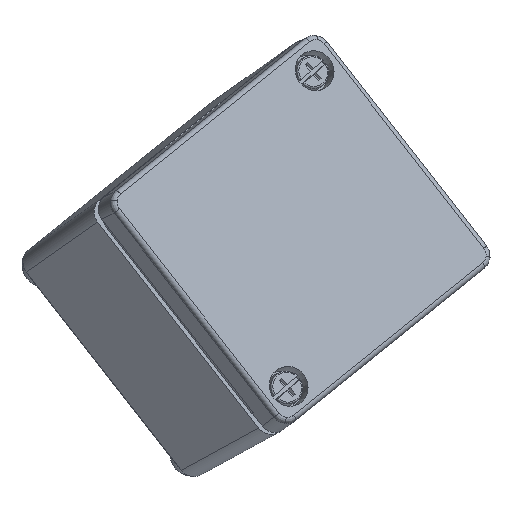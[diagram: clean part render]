
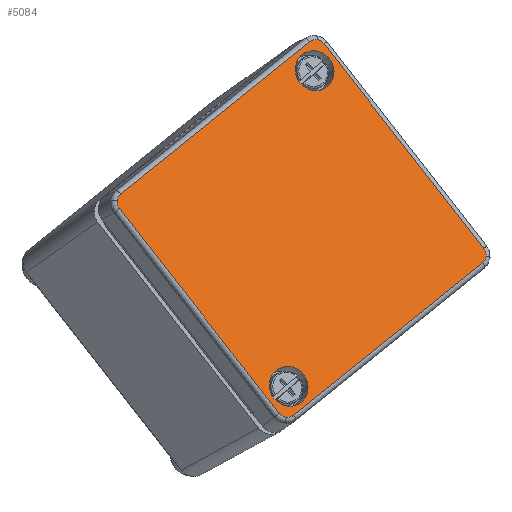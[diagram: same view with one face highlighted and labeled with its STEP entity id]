
A CAD part, isometric view. The second image highlights one B-rep face of the part: STEP entity #5084.
In plain terms, the highlighted face is planar.
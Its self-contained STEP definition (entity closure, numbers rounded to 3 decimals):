
#275=LINE('',#7742,#583);
#276=LINE('',#7750,#584);
#277=LINE('',#7758,#585);
#278=LINE('',#7766,#586);
#583=VECTOR('',#6130,1000.);
#584=VECTOR('',#6131,1000.);
#585=VECTOR('',#6132,1000.);
#586=VECTOR('',#6133,1000.);
#871=PLANE('',#5487);
#992=FACE_BOUND('',#1455,.T.);
#993=FACE_BOUND('',#1456,.T.);
#1116=FACE_OUTER_BOUND('',#1454,.T.);
#1454=EDGE_LOOP('',(#3553,#3554,#3555,#3556,#3557,#3558,#3559,#3560,#3561,
#3562,#3563,#3564));
#1455=EDGE_LOOP('',(#3565));
#1456=EDGE_LOOP('',(#3566));
#1841=(
BOUNDED_CURVE()
B_SPLINE_CURVE(3,(#7560,#7561,#7562,#7563,#7564,#7565),.UNSPECIFIED.,.F.,
 .F.)
B_SPLINE_CURVE_WITH_KNOTS((4,2,4),(5.498,5.891,6.283),
 .UNSPECIFIED.)
CURVE()
GEOMETRIC_REPRESENTATION_ITEM()
RATIONAL_B_SPLINE_CURVE((1.,1.,1.,1.,1.,1.))
REPRESENTATION_ITEM('')
);
#1842=(
BOUNDED_CURVE()
B_SPLINE_CURVE(3,(#7594,#7595,#7596,#7597,#7598,#7599),.UNSPECIFIED.,.F.,
 .F.)
B_SPLINE_CURVE_WITH_KNOTS((4,2,4),(5.498,5.891,6.283),
 .UNSPECIFIED.)
CURVE()
GEOMETRIC_REPRESENTATION_ITEM()
RATIONAL_B_SPLINE_CURVE((1.,1.,1.,1.,1.,1.))
REPRESENTATION_ITEM('')
);
#1843=(
BOUNDED_CURVE()
B_SPLINE_CURVE(3,(#7628,#7629,#7630,#7631,#7632,#7633),.UNSPECIFIED.,.F.,
 .F.)
B_SPLINE_CURVE_WITH_KNOTS((4,2,4),(5.498,5.891,6.283),
 .UNSPECIFIED.)
CURVE()
GEOMETRIC_REPRESENTATION_ITEM()
RATIONAL_B_SPLINE_CURVE((1.,1.,1.,1.,1.,1.))
REPRESENTATION_ITEM('')
);
#1844=(
BOUNDED_CURVE()
B_SPLINE_CURVE(3,(#7662,#7663,#7664,#7665,#7666,#7667),.UNSPECIFIED.,.F.,
 .F.)
B_SPLINE_CURVE_WITH_KNOTS((4,2,4),(5.498,5.891,6.283),
 .UNSPECIFIED.)
CURVE()
GEOMETRIC_REPRESENTATION_ITEM()
RATIONAL_B_SPLINE_CURVE((1.,1.,1.,1.,1.,1.))
REPRESENTATION_ITEM('')
);
#1845=(
BOUNDED_CURVE()
B_SPLINE_CURVE(3,(#7744,#7745,#7746,#7747,#7748,#7749),.UNSPECIFIED.,.F.,
 .F.)
B_SPLINE_CURVE_WITH_KNOTS((4,2,4),(0.,0.393,
0.785),.UNSPECIFIED.)
CURVE()
GEOMETRIC_REPRESENTATION_ITEM()
RATIONAL_B_SPLINE_CURVE((1.,1.,1.,1.,1.,1.))
REPRESENTATION_ITEM('')
);
#1846=(
BOUNDED_CURVE()
B_SPLINE_CURVE(3,(#7752,#7753,#7754,#7755,#7756,#7757),.UNSPECIFIED.,.F.,
 .F.)
B_SPLINE_CURVE_WITH_KNOTS((4,2,4),(0.,0.393,0.785),
 .UNSPECIFIED.)
CURVE()
GEOMETRIC_REPRESENTATION_ITEM()
RATIONAL_B_SPLINE_CURVE((1.,1.,1.,1.,1.,1.))
REPRESENTATION_ITEM('')
);
#1847=(
BOUNDED_CURVE()
B_SPLINE_CURVE(3,(#7760,#7761,#7762,#7763,#7764,#7765),.UNSPECIFIED.,.F.,
 .F.)
B_SPLINE_CURVE_WITH_KNOTS((4,2,4),(0.,0.393,0.785),
 .UNSPECIFIED.)
CURVE()
GEOMETRIC_REPRESENTATION_ITEM()
RATIONAL_B_SPLINE_CURVE((1.,1.,1.,1.,1.,1.))
REPRESENTATION_ITEM('')
);
#1848=(
BOUNDED_CURVE()
B_SPLINE_CURVE(3,(#7767,#7768,#7769,#7770,#7771,#7772),.UNSPECIFIED.,.F.,
 .F.)
B_SPLINE_CURVE_WITH_KNOTS((4,2,4),(0.,0.393,
0.785),.UNSPECIFIED.)
CURVE()
GEOMETRIC_REPRESENTATION_ITEM()
RATIONAL_B_SPLINE_CURVE((1.,1.,1.,1.,1.,1.))
REPRESENTATION_ITEM('')
);
#1926=CIRCLE('',#5477,3.8);
#1928=CIRCLE('',#5480,3.8);
#2243=VERTEX_POINT('',#7557);
#2244=VERTEX_POINT('',#7559);
#2247=VERTEX_POINT('',#7591);
#2248=VERTEX_POINT('',#7593);
#2251=VERTEX_POINT('',#7625);
#2252=VERTEX_POINT('',#7627);
#2255=VERTEX_POINT('',#7659);
#2256=VERTEX_POINT('',#7661);
#2262=VERTEX_POINT('',#7682);
#2264=VERTEX_POINT('',#7687);
#2285=VERTEX_POINT('',#7741);
#2286=VERTEX_POINT('',#7743);
#2287=VERTEX_POINT('',#7751);
#2288=VERTEX_POINT('',#7759);
#2741=EDGE_CURVE('',#2244,#2243,#1841,.T.);
#2745=EDGE_CURVE('',#2248,#2247,#1842,.T.);
#2749=EDGE_CURVE('',#2252,#2251,#1843,.T.);
#2753=EDGE_CURVE('',#2256,#2255,#1844,.T.);
#2760=EDGE_CURVE('',#2262,#2262,#1926,.T.);
#2762=EDGE_CURVE('',#2264,#2264,#1928,.T.);
#2789=EDGE_CURVE('',#2285,#2244,#275,.T.);
#2790=EDGE_CURVE('',#2243,#2286,#1845,.T.);
#2791=EDGE_CURVE('',#2286,#2248,#276,.T.);
#2792=EDGE_CURVE('',#2247,#2287,#1846,.T.);
#2793=EDGE_CURVE('',#2287,#2256,#277,.T.);
#2794=EDGE_CURVE('',#2255,#2288,#1847,.T.);
#2795=EDGE_CURVE('',#2288,#2252,#278,.T.);
#2796=EDGE_CURVE('',#2251,#2285,#1848,.T.);
#3553=ORIENTED_EDGE('',*,*,#2789,.T.);
#3554=ORIENTED_EDGE('',*,*,#2741,.T.);
#3555=ORIENTED_EDGE('',*,*,#2790,.T.);
#3556=ORIENTED_EDGE('',*,*,#2791,.T.);
#3557=ORIENTED_EDGE('',*,*,#2745,.T.);
#3558=ORIENTED_EDGE('',*,*,#2792,.T.);
#3559=ORIENTED_EDGE('',*,*,#2793,.T.);
#3560=ORIENTED_EDGE('',*,*,#2753,.T.);
#3561=ORIENTED_EDGE('',*,*,#2794,.T.);
#3562=ORIENTED_EDGE('',*,*,#2795,.T.);
#3563=ORIENTED_EDGE('',*,*,#2749,.T.);
#3564=ORIENTED_EDGE('',*,*,#2796,.T.);
#3565=ORIENTED_EDGE('',*,*,#2760,.F.);
#3566=ORIENTED_EDGE('',*,*,#2762,.F.);
#5084=ADVANCED_FACE('',(#1116,#992,#993),#871,.T.);
#5477=AXIS2_PLACEMENT_3D('',#7683,#6083,#6084);
#5480=AXIS2_PLACEMENT_3D('',#7688,#6089,#6090);
#5487=AXIS2_PLACEMENT_3D('',#7740,#6128,#6129);
#6083=DIRECTION('center_axis',(0.,0.,1.));
#6084=DIRECTION('ref_axis',(1.,0.,0.));
#6089=DIRECTION('center_axis',(0.,0.,1.));
#6090=DIRECTION('ref_axis',(1.,0.,0.));
#6128=DIRECTION('center_axis',(0.,0.,1.));
#6129=DIRECTION('ref_axis',(1.,0.,0.));
#6130=DIRECTION('',(0.,-1.,0.));
#6131=DIRECTION('',(1.,0.,0.));
#6132=DIRECTION('',(0.,1.,0.));
#6133=DIRECTION('',(-1.,0.,0.));
#7557=CARTESIAN_POINT('',(-25.713,-25.713,8.2));
#7559=CARTESIAN_POINT('',(-26.298,-24.299,8.2));
#7560=CARTESIAN_POINT('Ctrl Pts',(-26.298,-24.299,8.2));
#7561=CARTESIAN_POINT('Ctrl Pts',(-26.298,-24.561,8.2));
#7562=CARTESIAN_POINT('Ctrl Pts',(-26.246,-24.823,8.2));
#7563=CARTESIAN_POINT('Ctrl Pts',(-26.046,-25.306,8.2));
#7564=CARTESIAN_POINT('Ctrl Pts',(-25.898,-25.528,8.2));
#7565=CARTESIAN_POINT('Ctrl Pts',(-25.713,-25.713,8.2));
#7591=CARTESIAN_POINT('',(25.713,-25.713,8.2));
#7593=CARTESIAN_POINT('',(24.299,-26.298,8.2));
#7594=CARTESIAN_POINT('Ctrl Pts',(24.299,-26.298,8.2));
#7595=CARTESIAN_POINT('Ctrl Pts',(24.561,-26.298,8.2));
#7596=CARTESIAN_POINT('Ctrl Pts',(24.823,-26.246,8.2));
#7597=CARTESIAN_POINT('Ctrl Pts',(25.306,-26.046,8.2));
#7598=CARTESIAN_POINT('Ctrl Pts',(25.528,-25.898,8.2));
#7599=CARTESIAN_POINT('Ctrl Pts',(25.713,-25.713,8.2));
#7625=CARTESIAN_POINT('',(-25.713,25.713,8.2));
#7627=CARTESIAN_POINT('',(-24.299,26.298,8.2));
#7628=CARTESIAN_POINT('Ctrl Pts',(-24.299,26.298,8.2));
#7629=CARTESIAN_POINT('Ctrl Pts',(-24.561,26.298,8.2));
#7630=CARTESIAN_POINT('Ctrl Pts',(-24.823,26.246,8.2));
#7631=CARTESIAN_POINT('Ctrl Pts',(-25.306,26.046,8.2));
#7632=CARTESIAN_POINT('Ctrl Pts',(-25.528,25.898,8.2));
#7633=CARTESIAN_POINT('Ctrl Pts',(-25.713,25.713,8.2));
#7659=CARTESIAN_POINT('',(25.713,25.713,8.2));
#7661=CARTESIAN_POINT('',(26.298,24.299,8.2));
#7662=CARTESIAN_POINT('Ctrl Pts',(26.298,24.299,8.2));
#7663=CARTESIAN_POINT('Ctrl Pts',(26.298,24.561,8.2));
#7664=CARTESIAN_POINT('Ctrl Pts',(26.246,24.823,8.2));
#7665=CARTESIAN_POINT('Ctrl Pts',(26.046,25.306,8.2));
#7666=CARTESIAN_POINT('Ctrl Pts',(25.898,25.528,8.2));
#7667=CARTESIAN_POINT('Ctrl Pts',(25.713,25.713,8.2));
#7682=CARTESIAN_POINT('',(25.3,-21.5,8.2));
#7683=CARTESIAN_POINT('Origin',(21.5,-21.5,8.2));
#7687=CARTESIAN_POINT('',(-17.7,21.5,8.2));
#7688=CARTESIAN_POINT('Origin',(-21.5,21.5,8.2));
#7740=CARTESIAN_POINT('Origin',(-27.5,-27.5,8.2));
#7741=CARTESIAN_POINT('',(-26.298,24.299,8.2));
#7742=CARTESIAN_POINT('',(-26.298,-24.272,8.2));
#7743=CARTESIAN_POINT('',(-24.299,-26.298,8.2));
#7744=CARTESIAN_POINT('Ctrl Pts',(-25.713,-25.713,8.2));
#7745=CARTESIAN_POINT('Ctrl Pts',(-25.528,-25.898,8.2));
#7746=CARTESIAN_POINT('Ctrl Pts',(-25.306,-26.046,8.2));
#7747=CARTESIAN_POINT('Ctrl Pts',(-24.823,-26.246,8.2));
#7748=CARTESIAN_POINT('Ctrl Pts',(-24.561,-26.298,8.2));
#7749=CARTESIAN_POINT('Ctrl Pts',(-24.299,-26.298,8.2));
#7750=CARTESIAN_POINT('',(24.272,-26.298,8.2));
#7751=CARTESIAN_POINT('',(26.298,-24.299,8.2));
#7752=CARTESIAN_POINT('Ctrl Pts',(25.713,-25.713,8.2));
#7753=CARTESIAN_POINT('Ctrl Pts',(25.898,-25.528,8.2));
#7754=CARTESIAN_POINT('Ctrl Pts',(26.046,-25.306,8.2));
#7755=CARTESIAN_POINT('Ctrl Pts',(26.246,-24.823,8.2));
#7756=CARTESIAN_POINT('Ctrl Pts',(26.298,-24.561,8.2));
#7757=CARTESIAN_POINT('Ctrl Pts',(26.298,-24.299,8.2));
#7758=CARTESIAN_POINT('',(26.298,24.272,8.2));
#7759=CARTESIAN_POINT('',(24.299,26.298,8.2));
#7760=CARTESIAN_POINT('Ctrl Pts',(25.713,25.713,8.2));
#7761=CARTESIAN_POINT('Ctrl Pts',(25.528,25.898,8.2));
#7762=CARTESIAN_POINT('Ctrl Pts',(25.306,26.046,8.2));
#7763=CARTESIAN_POINT('Ctrl Pts',(24.823,26.246,8.2));
#7764=CARTESIAN_POINT('Ctrl Pts',(24.561,26.298,8.2));
#7765=CARTESIAN_POINT('Ctrl Pts',(24.299,26.298,8.2));
#7766=CARTESIAN_POINT('',(-24.272,26.298,8.2));
#7767=CARTESIAN_POINT('Ctrl Pts',(-25.713,25.713,8.2));
#7768=CARTESIAN_POINT('Ctrl Pts',(-25.898,25.528,8.2));
#7769=CARTESIAN_POINT('Ctrl Pts',(-26.046,25.306,8.2));
#7770=CARTESIAN_POINT('Ctrl Pts',(-26.246,24.823,8.2));
#7771=CARTESIAN_POINT('Ctrl Pts',(-26.298,24.561,8.2));
#7772=CARTESIAN_POINT('Ctrl Pts',(-26.298,24.299,8.2));
